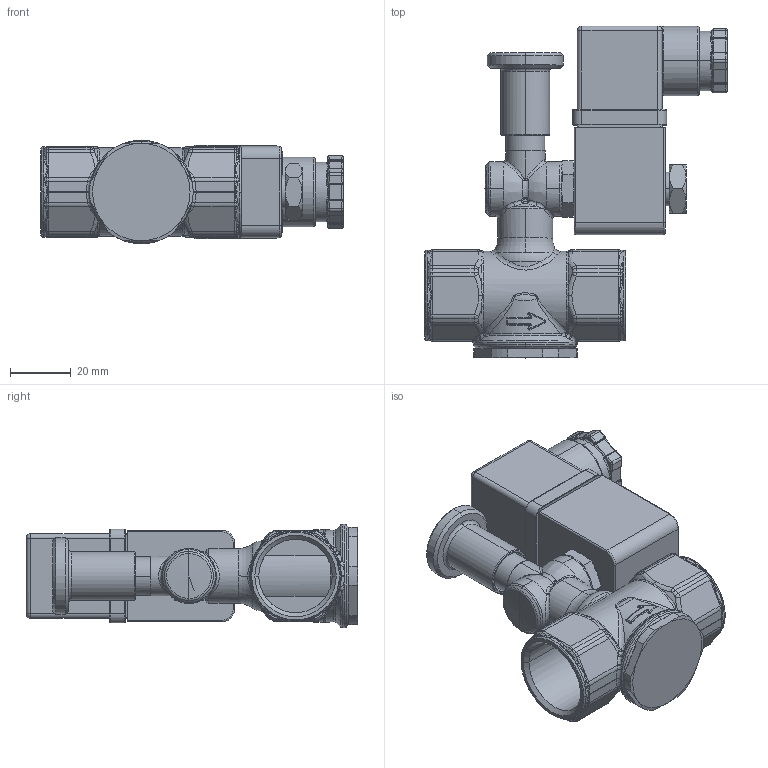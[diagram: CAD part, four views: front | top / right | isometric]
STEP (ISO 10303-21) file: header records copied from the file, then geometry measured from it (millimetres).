
FILE_DESCRIPTION(('CATIA V5 STEP Exchange','CAx-IF Rec.Pracs.--- Model Styling and Organization---1.5--- 2016-08-15','CAx-IF Rec.Pracs.---Supplemental Geometry---1.0---2011-11-01','CAx-IF Rec.Pracs.--- Composite Materials ---3.4---2017-06-13','CAx-IF Rec.Pracs.---Tessellated 3D Geometry---1.0---2015-12-17'),'2;1');
FILE_NAME('STEP_854025_-_TST.stp','2026-03-03T12:58:09+00:00',('none'),('none'),'CATIA Version 5-6 Release 2020 SP5','CATIA V5 STEP AP242 v2','none');
FILE_SCHEMA(('AP242_MANAGED_MODEL_BASED_3D_ENGINEERING_MIM_LF {1 0 10303 442 1 1 4}'));
Products named in the file (1): 854025 - TST
Bounding box: 99.3 x 109 x 34 mm (x, y, z)
Volume: 119039.8 mm3; surface area: 32286.8 mm2
Topology: 2 solids, 2 shells, 1094 faces, 2630 edges, 1556 vertices
Faces by surface type: bspline 347, cylinder 278, plane 175, torus 169, cone 99, sphere 26
Entity records: 50298 total; most frequent: CARTESIAN_POINT 29415, ORIENTED_EDGE 5240, EDGE_CURVE 2620, DIRECTION 2406, VERTEX_POINT 1556, AXIS2_PLACEMENT_3D 1299, EDGE_LOOP 1122, ADVANCED_FACE 1094
